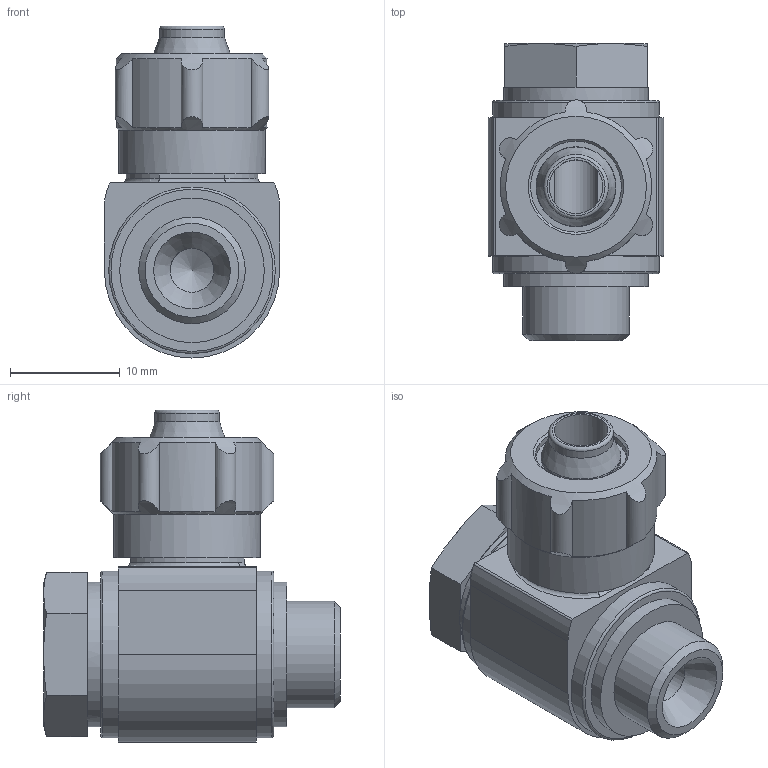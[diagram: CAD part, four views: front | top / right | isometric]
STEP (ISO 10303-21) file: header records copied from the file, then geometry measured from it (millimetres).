
FILE_DESCRIPTION(/* description */ ('STEP AP214'),/* implementation_level */ '2;1');
FILE_NAME(/* name */ '4470_LCK-1_8-PK-6',/* time_stamp */ '2024-08-29T10:34:13+02:00',/* author */ ('License CC BY-ND 4.0'),/* organization */ ('CADENAS'),/* preprocessor_version */ 'ST-DEVELOPER v19.3',/* originating_system */ 'PARTsolutions',/* authorisation */ ' ');
FILE_SCHEMA (('AUTOMOTIVE_DESIGN {1 0 10303 214 3 1 1}'));
Length unit declared in the file: millimetre
Products named in the file (1): 4470 LCK-1/8-PK-6
Bounding box: 16 x 27.1 x 30.3 mm (x, y, z)
Volume: 5868.2 mm3; surface area: 2948.8 mm2
Topology: 1 solids, 1 shells, 87 faces, 201 edges, 124 vertices
Faces by surface type: plane 36, cylinder 32, cone 13, torus 6
Full cylindrical faces by diameter (mm): 4 x1, 4.9 x1, 5.9 x1, 7.3 x1, 8.3 x1, 9.728 x1, 13.2 x2, 13.4 x1, 15.2 x2
Entity records: 2388 total; most frequent: CARTESIAN_POINT 535, DIRECTION 390, ORIENTED_EDGE 336, EDGE_CURVE 168, AXIS2_PLACEMENT_3D 164, FACE_BOUND 121, EDGE_LOOP 120, VERTEX_POINT 115
